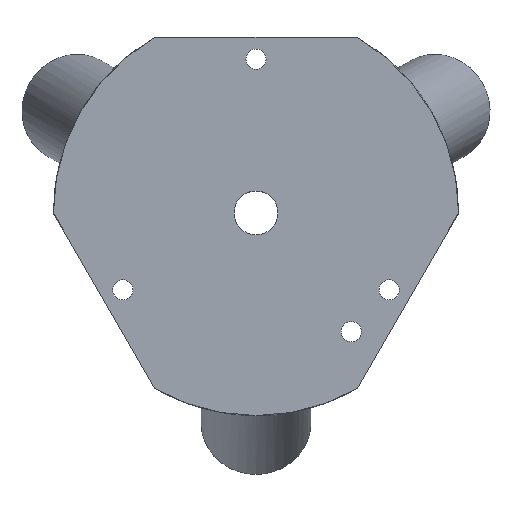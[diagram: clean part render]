
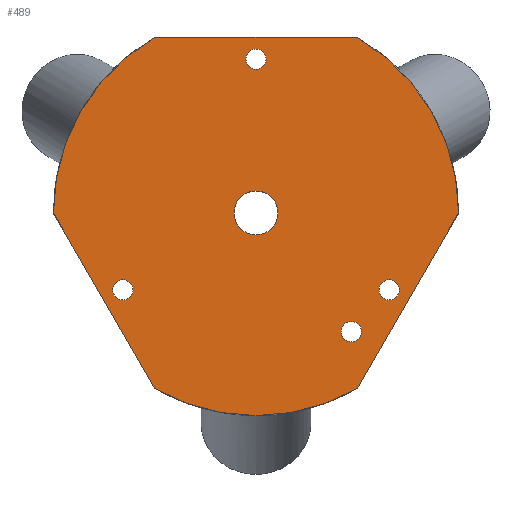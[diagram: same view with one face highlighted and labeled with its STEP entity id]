
A CAD part, top view. The second image highlights one B-rep face of the part: STEP entity #489.
In plain terms, the highlighted planar face has unit normal (0, 0, 1).
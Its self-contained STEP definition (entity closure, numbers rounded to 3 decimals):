
#34=FACE_BOUND('',#92,.T.);
#35=FACE_BOUND('',#93,.T.);
#36=FACE_BOUND('',#94,.T.);
#37=FACE_BOUND('',#95,.T.);
#38=FACE_BOUND('',#96,.T.);
#47=PLANE('',#538);
#64=FACE_OUTER_BOUND('',#91,.T.);
#91=EDGE_LOOP('',(#343,#344,#345,#346,#347,#348));
#92=EDGE_LOOP('',(#349));
#93=EDGE_LOOP('',(#350));
#94=EDGE_LOOP('',(#351));
#95=EDGE_LOOP('',(#352));
#96=EDGE_LOOP('',(#353));
#131=LINE('',#775,#156);
#132=LINE('',#779,#157);
#133=LINE('',#782,#158);
#156=VECTOR('',#624,10.);
#157=VECTOR('',#627,10.);
#158=VECTOR('',#630,10.);
#178=CIRCLE('',#528,3.);
#180=CIRCLE('',#531,3.);
#182=CIRCLE('',#534,3.);
#184=CIRCLE('',#537,3.);
#185=CIRCLE('',#539,60.);
#186=CIRCLE('',#540,60.);
#187=CIRCLE('',#541,60.);
#188=CIRCLE('',#542,6.5);
#206=VERTEX_POINT('',#749);
#208=VERTEX_POINT('',#755);
#210=VERTEX_POINT('',#761);
#212=VERTEX_POINT('',#767);
#213=VERTEX_POINT('',#771);
#214=VERTEX_POINT('',#772);
#215=VERTEX_POINT('',#774);
#216=VERTEX_POINT('',#776);
#217=VERTEX_POINT('',#778);
#218=VERTEX_POINT('',#780);
#219=VERTEX_POINT('',#783);
#257=EDGE_CURVE('',#206,#206,#178,.T.);
#260=EDGE_CURVE('',#208,#208,#180,.T.);
#263=EDGE_CURVE('',#210,#210,#182,.T.);
#266=EDGE_CURVE('',#212,#212,#184,.T.);
#267=EDGE_CURVE('',#213,#214,#185,.T.);
#268=EDGE_CURVE('',#214,#215,#131,.T.);
#269=EDGE_CURVE('',#215,#216,#186,.T.);
#270=EDGE_CURVE('',#216,#217,#132,.T.);
#271=EDGE_CURVE('',#217,#218,#187,.T.);
#272=EDGE_CURVE('',#218,#213,#133,.T.);
#273=EDGE_CURVE('',#219,#219,#188,.T.);
#343=ORIENTED_EDGE('',*,*,#267,.T.);
#344=ORIENTED_EDGE('',*,*,#268,.T.);
#345=ORIENTED_EDGE('',*,*,#269,.T.);
#346=ORIENTED_EDGE('',*,*,#270,.T.);
#347=ORIENTED_EDGE('',*,*,#271,.T.);
#348=ORIENTED_EDGE('',*,*,#272,.T.);
#349=ORIENTED_EDGE('',*,*,#257,.T.);
#350=ORIENTED_EDGE('',*,*,#260,.T.);
#351=ORIENTED_EDGE('',*,*,#263,.T.);
#352=ORIENTED_EDGE('',*,*,#266,.T.);
#353=ORIENTED_EDGE('',*,*,#273,.T.);
#489=ADVANCED_FACE('',(#64,#34,#35,#36,#37,#38),#47,.T.);
#528=AXIS2_PLACEMENT_3D('',#751,#597,#598);
#531=AXIS2_PLACEMENT_3D('',#757,#604,#605);
#534=AXIS2_PLACEMENT_3D('',#763,#611,#612);
#537=AXIS2_PLACEMENT_3D('',#769,#618,#619);
#538=AXIS2_PLACEMENT_3D('',#770,#620,#621);
#539=AXIS2_PLACEMENT_3D('',#773,#622,#623);
#540=AXIS2_PLACEMENT_3D('',#777,#625,#626);
#541=AXIS2_PLACEMENT_3D('',#781,#628,#629);
#542=AXIS2_PLACEMENT_3D('',#784,#631,#632);
#597=DIRECTION('center_axis',(0.,0.,-1.));
#598=DIRECTION('ref_axis',(1.,0.,0.));
#604=DIRECTION('center_axis',(0.,0.,-1.));
#605=DIRECTION('ref_axis',(1.,0.,0.));
#611=DIRECTION('center_axis',(0.,0.,-1.));
#612=DIRECTION('ref_axis',(1.,0.,0.));
#618=DIRECTION('center_axis',(0.,0.,-1.));
#619=DIRECTION('ref_axis',(1.,0.,0.));
#620=DIRECTION('center_axis',(0.,0.,1.));
#621=DIRECTION('ref_axis',(1.,0.,0.));
#622=DIRECTION('center_axis',(0.,0.,1.));
#623=DIRECTION('ref_axis',(-0.5,0.866,0.));
#624=DIRECTION('',(0.5,-0.866,0.));
#625=DIRECTION('center_axis',(0.,0.,1.));
#626=DIRECTION('ref_axis',(-0.5,-0.866,0.));
#627=DIRECTION('',(0.5,0.866,0.));
#628=DIRECTION('center_axis',(0.,0.,1.));
#629=DIRECTION('ref_axis',(1.,0.,0.));
#630=DIRECTION('',(-1.,0.,0.));
#631=DIRECTION('center_axis',(0.,0.,-1.));
#632=DIRECTION('ref_axis',(1.,0.,0.));
#749=CARTESIAN_POINT('',(25.226,-35.127,8.));
#751=CARTESIAN_POINT('Origin',(28.226,-35.127,8.));
#755=CARTESIAN_POINT('',(-42.445,-22.773,8.));
#757=CARTESIAN_POINT('Origin',(-39.445,-22.773,8.));
#761=CARTESIAN_POINT('',(36.445,-22.773,8.));
#763=CARTESIAN_POINT('Origin',(39.445,-22.773,8.));
#767=CARTESIAN_POINT('',(-3.,45.547,8.));
#769=CARTESIAN_POINT('Origin',(0.,45.547,8.));
#770=CARTESIAN_POINT('Origin',(0.,-4.019,
8.));
#771=CARTESIAN_POINT('',(-30.,51.962,8.));
#772=CARTESIAN_POINT('',(-60.,0.,8.));
#773=CARTESIAN_POINT('Origin',(0.,0.,8.));
#774=CARTESIAN_POINT('',(-30.,-51.962,8.));
#775=CARTESIAN_POINT('',(-30.,-51.962,8.));
#776=CARTESIAN_POINT('',(30.,-51.962,8.));
#777=CARTESIAN_POINT('Origin',(0.,0.,8.));
#778=CARTESIAN_POINT('',(60.,0.,8.));
#779=CARTESIAN_POINT('',(60.,0.,8.));
#780=CARTESIAN_POINT('',(30.,51.962,8.));
#781=CARTESIAN_POINT('Origin',(0.,0.,8.));
#782=CARTESIAN_POINT('',(-30.,51.962,8.));
#783=CARTESIAN_POINT('',(-6.5,0.,8.));
#784=CARTESIAN_POINT('Origin',(0.,0.,8.));
